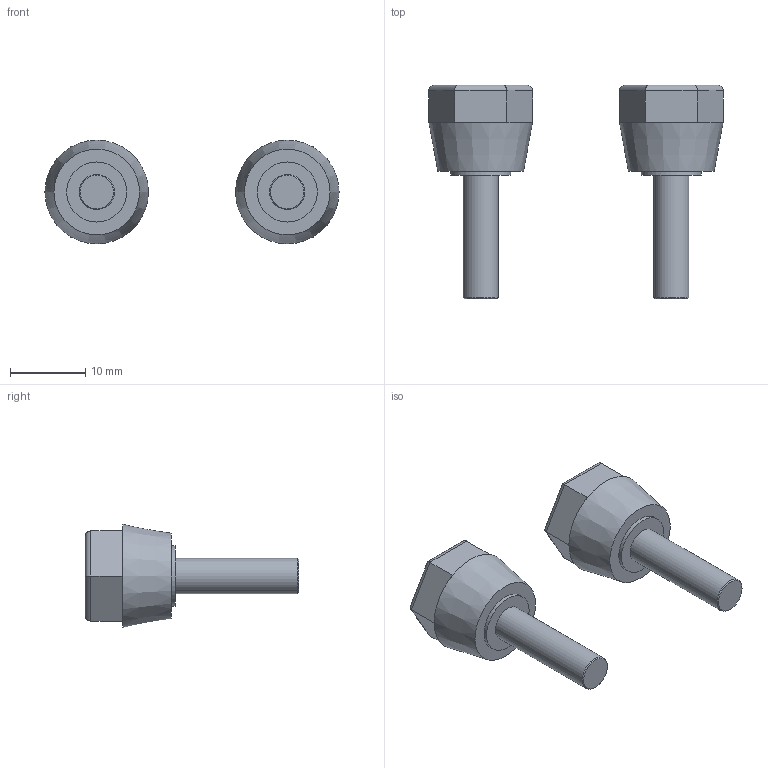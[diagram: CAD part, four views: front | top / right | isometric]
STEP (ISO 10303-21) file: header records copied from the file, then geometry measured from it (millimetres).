
FILE_DESCRIPTION(/* description */ (''),/* implementation_level */ '2;1');
FILE_NAME(/* name */ 'HW-2PKENCAP.stp',/* time_stamp */ '2014-03-05T09:02:34-06:00',/* author */ ('jtigges'),/* organization */ (''),/* preprocessor_version */ 'ST-DEVELOPER v15.2',/* originating_system */ 'Autodesk Inventor 2014',/* authorisation */ '');
FILE_SCHEMA (('AUTOMOTIVE_DESIGN { 1 0 10303 214 3 1 1 }'));
Length unit declared in the file: inch
Products named in the file (2): WP2PKENCAP; 2PKENCAP_STP
Bounding box: 39.26 x 28.5 x 13.8 mm (x, y, z)
Volume: 3471.3 mm3; surface area: 1930.7 mm2
Topology: 2 solids, 2 shells, 68 faces, 136 edges, 78 vertices
Faces by surface type: plane 46, cylinder 18, cone 4
Full cylindrical faces by diameter (mm): 4.7 x2, 8 x2, 9.5 x2
Entity records: 918 total; most frequent: DIRECTION 164, CARTESIAN_POINT 138, ORIENTED_EDGE 124, AXIS2_PLACEMENT_3D 64, EDGE_CURVE 62, EDGE_LOOP 42, VERTEX_POINT 38, LINE 36
